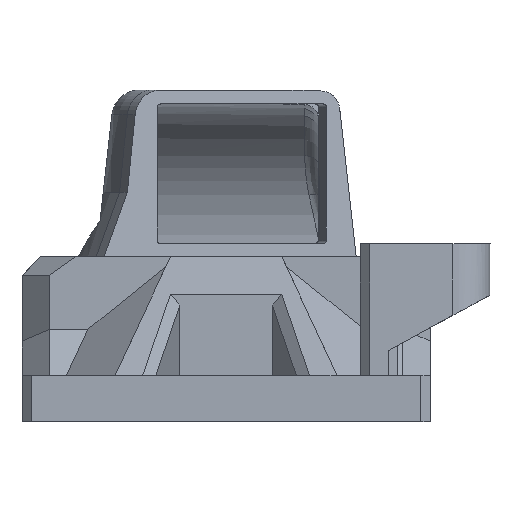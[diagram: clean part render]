
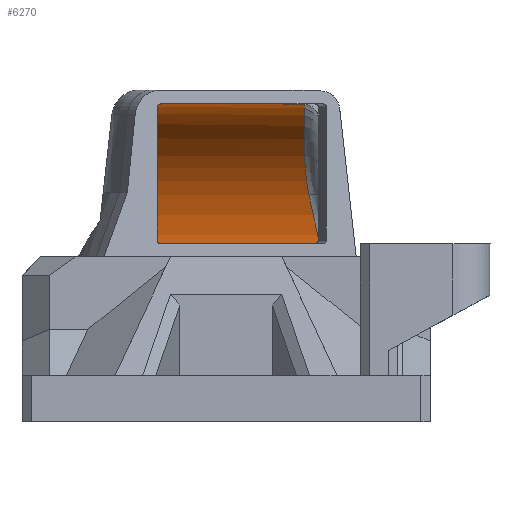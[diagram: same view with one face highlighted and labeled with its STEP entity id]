
A CAD part, front view. The second image highlights one B-rep face of the part: STEP entity #6270.
In plain terms, the highlighted cylindrical face has radius 16.5 mm (diameter 33 mm), a partial arc.
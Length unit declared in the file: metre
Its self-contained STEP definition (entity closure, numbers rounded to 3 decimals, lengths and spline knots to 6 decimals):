
#93=B_SPLINE_CURVE_WITH_KNOTS('',3,(#9195,#9196,#9197,#9198),
 .UNSPECIFIED.,.F.,.F.,(4,4),(0.,0.000426),.UNSPECIFIED.);
#94=B_SPLINE_CURVE_WITH_KNOTS('',3,(#9204,#9205,#9206,#9207),
 .UNSPECIFIED.,.F.,.F.,(4,4),(0.,0.005013),.UNSPECIFIED.);
#95=B_SPLINE_CURVE_WITH_KNOTS('',3,(#9215,#9216,#9217,#9218),
 .UNSPECIFIED.,.F.,.F.,(4,4),(0.,0.005013),.UNSPECIFIED.);
#276=CIRCLE('',#6676,0.0165);
#277=CIRCLE('',#6679,0.0165);
#335=CYLINDRICAL_SURFACE('',#6675,0.0165);
#378=ELLIPSE('',#6677,0.016882,0.0165);
#379=ELLIPSE('',#6678,0.016882,0.0165);
#380=ELLIPSE('',#6680,0.039042,0.0165);
#680=ORIENTED_EDGE('',*,*,#2545,.F.);
#681=ORIENTED_EDGE('',*,*,#2546,.T.);
#682=ORIENTED_EDGE('',*,*,#2547,.T.);
#683=ORIENTED_EDGE('',*,*,#2548,.T.);
#684=ORIENTED_EDGE('',*,*,#2549,.T.);
#685=ORIENTED_EDGE('',*,*,#2550,.T.);
#686=ORIENTED_EDGE('',*,*,#2551,.T.);
#687=ORIENTED_EDGE('',*,*,#2552,.T.);
#688=ORIENTED_EDGE('',*,*,#2553,.T.);
#689=ORIENTED_EDGE('',*,*,#2554,.T.);
#690=ORIENTED_EDGE('',*,*,#2555,.T.);
#2545=EDGE_CURVE('',#3474,#3475,#4008,.T.);
#2546=EDGE_CURVE('',#3474,#3476,#93,.F.);
#2547=EDGE_CURVE('',#3476,#3477,#4009,.F.);
#2548=EDGE_CURVE('',#3477,#3478,#276,.F.);
#2549=EDGE_CURVE('',#3478,#3479,#94,.T.);
#2550=EDGE_CURVE('',#3479,#3480,#378,.T.);
#2551=EDGE_CURVE('',#3480,#3481,#4010,.T.);
#2552=EDGE_CURVE('',#3481,#3482,#379,.F.);
#2553=EDGE_CURVE('',#3482,#3483,#95,.T.);
#2554=EDGE_CURVE('',#3483,#3484,#277,.T.);
#2555=EDGE_CURVE('',#3484,#3475,#380,.T.);
#3474=VERTEX_POINT('',#9193);
#3475=VERTEX_POINT('',#9194);
#3476=VERTEX_POINT('',#9199);
#3477=VERTEX_POINT('',#9201);
#3478=VERTEX_POINT('',#9203);
#3479=VERTEX_POINT('',#9208);
#3480=VERTEX_POINT('',#9210);
#3481=VERTEX_POINT('',#9212);
#3482=VERTEX_POINT('',#9214);
#3483=VERTEX_POINT('',#9219);
#3484=VERTEX_POINT('',#9221);
#4008=LINE('',#9192,#4690);
#4009=LINE('',#9200,#4691);
#4010=LINE('',#9211,#4692);
#4690=VECTOR('',#7308,1.);
#4691=VECTOR('',#7309,1.);
#4692=VECTOR('',#7314,1.);
#5243=EDGE_LOOP('',(#680,#681,#682,#683,#684,#685,#686,#687,#688,#689,#690));
#5653=FACE_BOUND('',#5243,.T.);
#6270=ADVANCED_FACE('',(#5653),#335,.F.);
#6675=AXIS2_PLACEMENT_3D('',#9191,#7306,#7307);
#6676=AXIS2_PLACEMENT_3D('',#9202,#7310,#7311);
#6677=AXIS2_PLACEMENT_3D('',#9209,#7312,#7313);
#6678=AXIS2_PLACEMENT_3D('',#9213,#7315,#7316);
#6679=AXIS2_PLACEMENT_3D('',#9220,#7317,#7318);
#6680=AXIS2_PLACEMENT_3D('',#9222,#7319,#7320);
#7306=DIRECTION('',(1.,0.,0.));
#7307=DIRECTION('',(0.,1.,0.));
#7308=DIRECTION('',(1.,0.,0.));
#7309=DIRECTION('',(1.,0.,0.));
#7310=DIRECTION('',(1.,0.,0.));
#7311=DIRECTION('',(0.,1.,0.));
#7312=DIRECTION('',(-0.977,0.,0.212));
#7313=DIRECTION('',(0.212,0.,0.977));
#7314=DIRECTION('',(1.,0.,0.));
#7315=DIRECTION('',(-0.977,0.,-0.212));
#7316=DIRECTION('',(0.212,0.,-0.977));
#7317=DIRECTION('',(1.,0.,0.));
#7318=DIRECTION('',(0.,1.,0.));
#7319=DIRECTION('',(0.423,-0.906,0.));
#7320=DIRECTION('',(0.906,0.423,0.));
#9191=CARTESIAN_POINT('',(-0.01,-0.023,0.00385));
#9192=CARTESIAN_POINT('',(0.00036,-0.023,0.02035));
#9193=CARTESIAN_POINT('',(-0.00824,-0.023,0.02035));
#9194=CARTESIAN_POINT('',(0.00555,-0.023,0.02035));
#9195=CARTESIAN_POINT('',(-0.008357,-0.02259,0.020345));
#9196=CARTESIAN_POINT('',(-0.00832,-0.022727,0.020348));
#9197=CARTESIAN_POINT('',(-0.008281,-0.022864,0.02035));
#9198=CARTESIAN_POINT('',(-0.00824,-0.023,0.02035));
#9199=CARTESIAN_POINT('',(-0.008357,-0.02259,0.020345));
#9200=CARTESIAN_POINT('',(-0.01,-0.02259,0.020345));
#9201=CARTESIAN_POINT('',(-0.0085,-0.0226,0.020336));
#9202=CARTESIAN_POINT('',(-0.0085,-0.023,0.00385));
#9203=CARTESIAN_POINT('',(-0.0085,-0.010615,0.014752));
#9204=CARTESIAN_POINT('',(-0.0085,-0.010615,0.014752));
#9205=CARTESIAN_POINT('',(-0.0085,-0.009493,0.013478));
#9206=CARTESIAN_POINT('',(-0.008619,-0.008598,0.012072));
#9207=CARTESIAN_POINT('',(-0.008949,-0.007921,0.010548));
#9208=CARTESIAN_POINT('',(-0.008949,-0.007921,0.010548));
#9209=CARTESIAN_POINT('',(-0.010399,-0.023,0.00385));
#9210=CARTESIAN_POINT('',(-0.010399,-0.0065,0.00385));
#9211=CARTESIAN_POINT('',(-0.01,-0.0065,0.00385));
#9212=CARTESIAN_POINT('',(0.010399,-0.0065,0.00385));
#9213=CARTESIAN_POINT('',(0.010399,-0.023,0.00385));
#9214=CARTESIAN_POINT('',(0.008949,-0.007921,0.010548));
#9215=CARTESIAN_POINT('',(0.008949,-0.007921,0.010548));
#9216=CARTESIAN_POINT('',(0.008619,-0.008598,0.012072));
#9217=CARTESIAN_POINT('',(0.0085,-0.009493,0.013478));
#9218=CARTESIAN_POINT('',(0.0085,-0.010615,0.014752));
#9219=CARTESIAN_POINT('',(0.0085,-0.010615,0.014752));
#9220=CARTESIAN_POINT('',(0.0085,-0.023,0.00385));
#9221=CARTESIAN_POINT('',(0.0085,-0.021624,0.020293));
#9222=CARTESIAN_POINT('',(0.00555,-0.023,0.00385));
